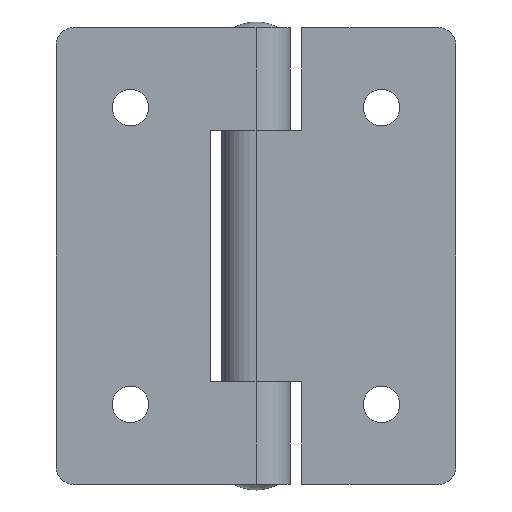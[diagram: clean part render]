
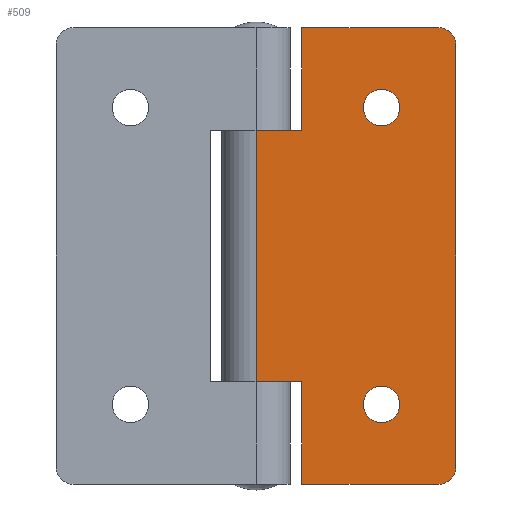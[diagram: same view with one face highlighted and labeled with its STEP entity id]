
A CAD part, front view. The second image highlights one B-rep face of the part: STEP entity #509.
In plain terms, the highlighted planar face has unit normal (0, -1, 0).
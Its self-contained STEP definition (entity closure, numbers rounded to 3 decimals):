
#267 = VERTEX_POINT ( 'NONE', #1060 ) ;
#269 = VERTEX_POINT ( 'NONE', #1059 ) ;
#270 = EDGE_CURVE ( 'NONE', #269, #267, #1058, .T. ) ;
#277 = VERTEX_POINT ( 'NONE', #1043 ) ;
#280 = VERTEX_POINT ( 'NONE', #1041 ) ;
#283 = EDGE_CURVE ( 'NONE', #280, #277, #1091, .T. ) ;
#376 = VERTEX_POINT ( 'NONE', #1156 ) ;
#426 = VERTEX_POINT ( 'NONE', #1200 ) ;
#432 = VERTEX_POINT ( 'NONE', #1250 ) ;
#436 = EDGE_CURVE ( 'NONE', #432, #506, #1243, .T. ) ;
#443 = ORIENTED_EDGE ( 'NONE', *, *, #479, .T. ) ;
#448 = EDGE_CURVE ( 'NONE', #460, #462, #1281, .T. ) ;
#455 = EDGE_CURVE ( 'NONE', #426, #376, #1267, .T. ) ;
#460 = VERTEX_POINT ( 'NONE', #1321 ) ;
#462 = VERTEX_POINT ( 'NONE', #1320 ) ;
#477 = ORIENTED_EDGE ( 'NONE', *, *, #283, .T. ) ;
#478 = ORIENTED_EDGE ( 'NONE', *, *, #436, .T. ) ;
#479 = EDGE_CURVE ( 'NONE', #267, #269, #1358, .T. ) ;
#480 = ORIENTED_EDGE ( 'NONE', *, *, #270, .T. ) ;
#487 = ORIENTED_EDGE ( 'NONE', *, *, #488, .T. ) ;
#488 = EDGE_CURVE ( 'NONE', #550, #426, #1345, .T. ) ;
#489 = ORIENTED_EDGE ( 'NONE', *, *, #455, .T. ) ;
#490 = ORIENTED_EDGE ( 'NONE', *, *, #491, .T. ) ;
#491 = EDGE_CURVE ( 'NONE', #376, #492, #1341, .T. ) ;
#492 = VERTEX_POINT ( 'NONE', #1337 ) ;
#493 = ORIENTED_EDGE ( 'NONE', *, *, #494, .T. ) ;
#494 = EDGE_CURVE ( 'NONE', #492, #432, #1336, .T. ) ;
#497 = EDGE_CURVE ( 'NONE', #277, #280, #1390, .T. ) ;
#498 = EDGE_LOOP ( 'NONE', ( #478, #539, #542, #545, #547, #548, #487, #489, #490, #493 ) ) ;
#499 = EDGE_LOOP ( 'NONE', ( #551, #477 ) ) ;
#506 = VERTEX_POINT ( 'NONE', #1376 ) ;
#509 = ADVANCED_FACE ( 'NONE', ( #1370, #1369, #1368 ), #1367, .F. ) ;
#510 = EDGE_LOOP ( 'NONE', ( #443, #480 ) ) ;
#539 = ORIENTED_EDGE ( 'NONE', *, *, #540, .T. ) ;
#540 = EDGE_CURVE ( 'NONE', #506, #541, #1450, .T. ) ;
#541 = VERTEX_POINT ( 'NONE', #1446 ) ;
#542 = ORIENTED_EDGE ( 'NONE', *, *, #543, .F. ) ;
#543 = EDGE_CURVE ( 'NONE', #544, #541, #1445, .T. ) ;
#544 = VERTEX_POINT ( 'NONE', #1441 ) ;
#545 = ORIENTED_EDGE ( 'NONE', *, *, #546, .T. ) ;
#546 = EDGE_CURVE ( 'NONE', #544, #462, #1439, .T. ) ;
#547 = ORIENTED_EDGE ( 'NONE', *, *, #448, .F. ) ;
#548 = ORIENTED_EDGE ( 'NONE', *, *, #549, .T. ) ;
#549 = EDGE_CURVE ( 'NONE', #460, #550, #1440, .T. ) ;
#550 = VERTEX_POINT ( 'NONE', #1431 ) ;
#551 = ORIENTED_EDGE ( 'NONE', *, *, #497, .T. ) ;
#1041 = CARTESIAN_POINT ( 'NONE',  ( 12.6, -3., -13. ) ) ;
#1043 = CARTESIAN_POINT ( 'NONE',  ( 9.4, -3., -13. ) ) ;
#1054 = DIRECTION ( 'NONE',  ( -1., 0., 0. ) ) ;
#1055 = DIRECTION ( 'NONE',  ( 0., 1., 0. ) ) ;
#1056 = CARTESIAN_POINT ( 'NONE',  ( 11., -3., 13. ) ) ;
#1057 = AXIS2_PLACEMENT_3D ( 'NONE', #1056, #1055, #1054 ) ;
#1058 = CIRCLE ( 'NONE', #1057, 1.6 ) ;
#1059 = CARTESIAN_POINT ( 'NONE',  ( 12.6, -3., 13. ) ) ;
#1060 = CARTESIAN_POINT ( 'NONE',  ( 9.4, -3., 13. ) ) ;
#1088 = DIRECTION ( 'NONE',  ( -1., 0., 0. ) ) ;
#1089 = DIRECTION ( 'NONE',  ( 0., 1., 0. ) ) ;
#1090 = AXIS2_PLACEMENT_3D ( 'NONE', #1096, #1089, #1088 ) ;
#1091 = CIRCLE ( 'NONE', #1090, 1.6 ) ;
#1096 = CARTESIAN_POINT ( 'NONE',  ( 11., -3., -13. ) ) ;
#1156 = CARTESIAN_POINT ( 'NONE',  ( 0., -3., -11. ) ) ;
#1200 = CARTESIAN_POINT ( 'NONE',  ( 0., -3., 11. ) ) ;
#1240 = DIRECTION ( 'NONE',  ( 1., 0., 0. ) ) ;
#1241 = VECTOR ( 'NONE', #1240, 1000. ) ;
#1242 = CARTESIAN_POINT ( 'NONE',  ( 0., -3., -20. ) ) ;
#1243 = LINE ( 'NONE', #1242, #1241 ) ;
#1250 = CARTESIAN_POINT ( 'NONE',  ( 4., -3., -20. ) ) ;
#1264 = DIRECTION ( 'NONE',  ( 0., 0., -1. ) ) ;
#1265 = VECTOR ( 'NONE', #1264, 1000. ) ;
#1266 = CARTESIAN_POINT ( 'NONE',  ( 0., -3., 20. ) ) ;
#1267 = LINE ( 'NONE', #1266, #1265 ) ;
#1278 = DIRECTION ( 'NONE',  ( 1., 0., 0. ) ) ;
#1279 = VECTOR ( 'NONE', #1278, 1000. ) ;
#1280 = CARTESIAN_POINT ( 'NONE',  ( 0., -3., 20. ) ) ;
#1281 = LINE ( 'NONE', #1280, #1279 ) ;
#1298 = CARTESIAN_POINT ( 'NONE',  ( 11., -3., 13. ) ) ;
#1320 = CARTESIAN_POINT ( 'NONE',  ( 16., -3., 20. ) ) ;
#1321 = CARTESIAN_POINT ( 'NONE',  ( 4., -3., 20. ) ) ;
#1333 = DIRECTION ( 'NONE',  ( 0., 0., -1. ) ) ;
#1334 = VECTOR ( 'NONE', #1333, 1000. ) ;
#1335 = CARTESIAN_POINT ( 'NONE',  ( 4., -3., 20. ) ) ;
#1336 = LINE ( 'NONE', #1335, #1334 ) ;
#1337 = CARTESIAN_POINT ( 'NONE',  ( 4., -3., -11. ) ) ;
#1338 = DIRECTION ( 'NONE',  ( 1., 0., 0. ) ) ;
#1339 = VECTOR ( 'NONE', #1338, 1000. ) ;
#1340 = CARTESIAN_POINT ( 'NONE',  ( 0., -3., -11. ) ) ;
#1341 = LINE ( 'NONE', #1340, #1339 ) ;
#1342 = DIRECTION ( 'NONE',  ( -1., 0., 0. ) ) ;
#1343 = VECTOR ( 'NONE', #1342, 1000. ) ;
#1344 = CARTESIAN_POINT ( 'NONE',  ( 0., -3., 11. ) ) ;
#1345 = LINE ( 'NONE', #1344, #1343 ) ;
#1355 = DIRECTION ( 'NONE',  ( -1., 0., 0. ) ) ;
#1356 = DIRECTION ( 'NONE',  ( 0., 1., 0. ) ) ;
#1357 = AXIS2_PLACEMENT_3D ( 'NONE', #1298, #1356, #1355 ) ;
#1358 = CIRCLE ( 'NONE', #1357, 1.6 ) ;
#1363 = DIRECTION ( 'NONE',  ( -1., 0., 0. ) ) ;
#1364 = DIRECTION ( 'NONE',  ( 0., 1., 0. ) ) ;
#1365 = CARTESIAN_POINT ( 'NONE',  ( 0., -3., 20. ) ) ;
#1366 = AXIS2_PLACEMENT_3D ( 'NONE', #1365, #1364, #1363 ) ;
#1367 = PLANE ( 'NONE',  #1366 ) ;
#1368 = FACE_OUTER_BOUND ( 'NONE', #498, .T. ) ;
#1369 = FACE_BOUND ( 'NONE', #499, .T. ) ;
#1370 = FACE_BOUND ( 'NONE', #510, .T. ) ;
#1376 = CARTESIAN_POINT ( 'NONE',  ( 16., -3., -20. ) ) ;
#1386 = DIRECTION ( 'NONE',  ( -1., 0., 0. ) ) ;
#1387 = DIRECTION ( 'NONE',  ( 0., 1., 0. ) ) ;
#1388 = CARTESIAN_POINT ( 'NONE',  ( 11., -3., -13. ) ) ;
#1389 = AXIS2_PLACEMENT_3D ( 'NONE', #1388, #1387, #1386 ) ;
#1390 = CIRCLE ( 'NONE', #1389, 1.6 ) ;
#1431 = CARTESIAN_POINT ( 'NONE',  ( 4., -3., 11. ) ) ;
#1432 = DIRECTION ( 'NONE',  ( 0., 0., -1. ) ) ;
#1433 = VECTOR ( 'NONE', #1432, 1000. ) ;
#1434 = CARTESIAN_POINT ( 'NONE',  ( 4., -3., 20. ) ) ;
#1435 = DIRECTION ( 'NONE',  ( -1., 0., 0. ) ) ;
#1436 = DIRECTION ( 'NONE',  ( 0., -1., 0. ) ) ;
#1437 = CARTESIAN_POINT ( 'NONE',  ( 16., -3., 18.5 ) ) ;
#1438 = AXIS2_PLACEMENT_3D ( 'NONE', #1437, #1436, #1435 ) ;
#1439 = CIRCLE ( 'NONE', #1438, 1.5 ) ;
#1440 = LINE ( 'NONE', #1434, #1433 ) ;
#1441 = CARTESIAN_POINT ( 'NONE',  ( 17.5, -3., 18.5 ) ) ;
#1442 = DIRECTION ( 'NONE',  ( 0., 0., -1. ) ) ;
#1443 = VECTOR ( 'NONE', #1442, 1000. ) ;
#1444 = CARTESIAN_POINT ( 'NONE',  ( 17.5, -3., 20. ) ) ;
#1445 = LINE ( 'NONE', #1444, #1443 ) ;
#1446 = CARTESIAN_POINT ( 'NONE',  ( 17.5, -3., -18.5 ) ) ;
#1447 = DIRECTION ( 'NONE',  ( -1., 0., 0. ) ) ;
#1448 = DIRECTION ( 'NONE',  ( 0., -1., 0. ) ) ;
#1449 = AXIS2_PLACEMENT_3D ( 'NONE', #1455, #1448, #1447 ) ;
#1450 = CIRCLE ( 'NONE', #1449, 1.5 ) ;
#1455 = CARTESIAN_POINT ( 'NONE',  ( 16., -3., -18.5 ) ) ;
